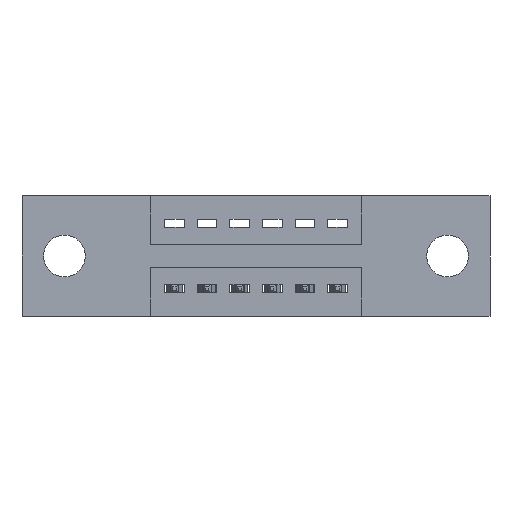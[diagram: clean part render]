
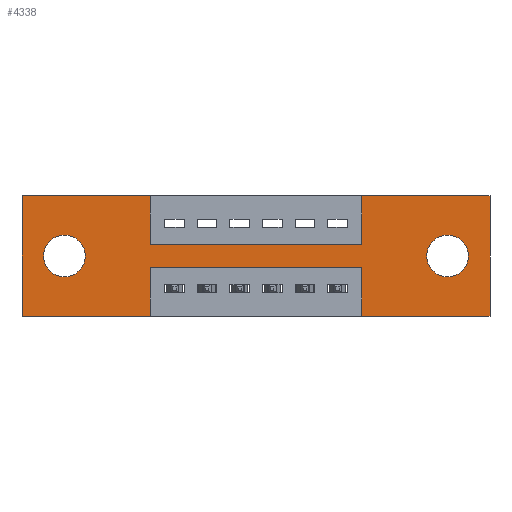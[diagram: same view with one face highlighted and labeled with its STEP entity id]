
A CAD part, front view. The second image highlights one B-rep face of the part: STEP entity #4338.
In plain terms, the highlighted planar face has unit normal (0, -1, 0).
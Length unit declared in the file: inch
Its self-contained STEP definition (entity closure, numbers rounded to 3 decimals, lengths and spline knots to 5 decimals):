
#79 = EDGE_CURVE ( 'NONE', #9008, #1690, #8701, .T. ) ;
#132 = VERTEX_POINT ( 'NONE', #3394 ) ;
#135 = CARTESIAN_POINT ( 'NONE',  ( 1.305, 0., -0.185 ) ) ;
#257 = CARTESIAN_POINT ( 'NONE',  ( 0., 0., 0. ) ) ;
#392 = EDGE_LOOP ( 'NONE', ( #6818, #6724 ) ) ;
#419 = VERTEX_POINT ( 'NONE', #7340 ) ;
#463 = DIRECTION ( 'NONE',  ( 0., 0., 1. ) ) ;
#465 = LINE ( 'NONE', #4419, #4240 ) ;
#597 = DIRECTION ( 'NONE',  ( 0., 1., 0. ) ) ;
#688 = DIRECTION ( 'NONE',  ( 0., 0., 1. ) ) ;
#691 = FACE_BOUND ( 'NONE', #392, .T. ) ;
#778 = EDGE_CURVE ( 'NONE', #8609, #9008, #6654, .T. ) ;
#888 = DIRECTION ( 'NONE',  ( 1., 0., 0. ) ) ;
#1016 = CARTESIAN_POINT ( 'NONE',  ( 0.3925, 0., -0.15 ) ) ;
#1018 = AXIS2_PLACEMENT_3D ( 'NONE', #4292, #3257, #3243 ) ;
#1055 = EDGE_CURVE ( 'NONE', #1189, #6396, #1947, .T. ) ;
#1189 = VERTEX_POINT ( 'NONE', #9139 ) ;
#1373 = EDGE_CURVE ( 'NONE', #6447, #132, #7699, .T. ) ;
#1571 = VECTOR ( 'NONE', #4043, 39.37008 ) ;
#1586 = VECTOR ( 'NONE', #7633, 39.37008 ) ;
#1663 = EDGE_CURVE ( 'NONE', #9336, #6796, #4408, .T. ) ;
#1690 = VERTEX_POINT ( 'NONE', #9001 ) ;
#1848 = LINE ( 'NONE', #4132, #1586 ) ;
#1874 = CARTESIAN_POINT ( 'NONE',  ( 0., 0., 0. ) ) ;
#1901 = CARTESIAN_POINT ( 'NONE',  ( 0., 0., 0. ) ) ;
#1947 = LINE ( 'NONE', #2634, #7707 ) ;
#2014 = EDGE_CURVE ( 'NONE', #6796, #2335, #4175, .T. ) ;
#2200 = DIRECTION ( 'NONE',  ( 1., 0., 0. ) ) ;
#2319 = EDGE_LOOP ( 'NONE', ( #7077, #7381 ) ) ;
#2335 = VERTEX_POINT ( 'NONE', #7418 ) ;
#2471 = CIRCLE ( 'NONE', #5581, 0.064 ) ;
#2538 = CARTESIAN_POINT ( 'NONE',  ( 1.435, 0., 0. ) ) ;
#2634 = CARTESIAN_POINT ( 'NONE',  ( 0., 0., -0.37 ) ) ;
#2639 = CARTESIAN_POINT ( 'NONE',  ( 1.435, 0., -0.37 ) ) ;
#2648 = VERTEX_POINT ( 'NONE', #5852 ) ;
#2748 = VECTOR ( 'NONE', #8840, 39.37008 ) ;
#2842 = AXIS2_PLACEMENT_3D ( 'NONE', #135, #597, #5953 ) ;
#3207 = VECTOR ( 'NONE', #5704, 39.37008 ) ;
#3243 = DIRECTION ( 'NONE',  ( 0., 0., -1. ) ) ;
#3257 = DIRECTION ( 'NONE',  ( 0., -1., 0. ) ) ;
#3290 = EDGE_LOOP ( 'NONE', ( #7715, #8890, #7740, #9194, #9035, #8845, #8743, #8707, #8432, #8487, #7949, #8417 ) ) ;
#3303 = DIRECTION ( 'NONE',  ( 0., 1., 0. ) ) ;
#3394 = CARTESIAN_POINT ( 'NONE',  ( 1.435, 0., 0. ) ) ;
#3594 = CARTESIAN_POINT ( 'NONE',  ( 0., 0., -0.37 ) ) ;
#3636 = DIRECTION ( 'NONE',  ( -1., 0., 0. ) ) ;
#3795 = EDGE_CURVE ( 'NONE', #132, #7706, #7204, .T. ) ;
#3866 = CARTESIAN_POINT ( 'NONE',  ( 1.0425, 0., -0.22 ) ) ;
#3880 = AXIS2_PLACEMENT_3D ( 'NONE', #7531, #3303, #8182 ) ;
#4043 = DIRECTION ( 'NONE',  ( 0., 0., -1. ) ) ;
#4099 = PLANE ( 'NONE',  #1018 ) ;
#4132 = CARTESIAN_POINT ( 'NONE',  ( 1.0425, 0., 0. ) ) ;
#4175 = LINE ( 'NONE', #5084, #6515 ) ;
#4240 = VECTOR ( 'NONE', #463, 39.37008 ) ;
#4292 = CARTESIAN_POINT ( 'NONE',  ( 0., 0., -0.37 ) ) ;
#4338 = ADVANCED_FACE ( 'NONE', ( #8483, #691, #6529 ), #4099, .T. ) ;
#4408 = LINE ( 'NONE', #9190, #8288 ) ;
#4419 = CARTESIAN_POINT ( 'NONE',  ( 0., 0., 0. ) ) ;
#4436 = CARTESIAN_POINT ( 'NONE',  ( 1.0425, 0., 0. ) ) ;
#4442 = DIRECTION ( 'NONE',  ( 0., 1., 0. ) ) ;
#4724 = CIRCLE ( 'NONE', #6369, 0.064 ) ;
#4868 = EDGE_CURVE ( 'NONE', #1690, #419, #6051, .T. ) ;
#4919 = LINE ( 'NONE', #8861, #2748 ) ;
#4983 = CARTESIAN_POINT ( 'NONE',  ( 0., 0., -0.37 ) ) ;
#5002 = EDGE_CURVE ( 'NONE', #5585, #5683, #4724, .T. ) ;
#5084 = CARTESIAN_POINT ( 'NONE',  ( 0.3925, 0., -0.22 ) ) ;
#5136 = DIRECTION ( 'NONE',  ( -1., 0., 0. ) ) ;
#5448 = CARTESIAN_POINT ( 'NONE',  ( 1.305, 0., -0.121 ) ) ;
#5483 = EDGE_CURVE ( 'NONE', #2335, #1189, #4919, .T. ) ;
#5581 = AXIS2_PLACEMENT_3D ( 'NONE', #8538, #4442, #9131 ) ;
#5585 = VERTEX_POINT ( 'NONE', #7629 ) ;
#5589 = CARTESIAN_POINT ( 'NONE',  ( 0.13, 0., -0.121 ) ) ;
#5601 = VECTOR ( 'NONE', #2200, 39.37008 ) ;
#5683 = VERTEX_POINT ( 'NONE', #5589 ) ;
#5704 = DIRECTION ( 'NONE',  ( -1., 0., 0. ) ) ;
#5852 = CARTESIAN_POINT ( 'NONE',  ( 1.305, 0., -0.249 ) ) ;
#5883 = CIRCLE ( 'NONE', #3880, 0.064 ) ;
#5953 = DIRECTION ( 'NONE',  ( 0., 0., -1. ) ) ;
#6051 = LINE ( 'NONE', #1016, #9121 ) ;
#6306 = VERTEX_POINT ( 'NONE', #5448 ) ;
#6369 = AXIS2_PLACEMENT_3D ( 'NONE', #9358, #8630, #688 ) ;
#6396 = VERTEX_POINT ( 'NONE', #4983 ) ;
#6447 = VERTEX_POINT ( 'NONE', #4436 ) ;
#6515 = VECTOR ( 'NONE', #5136, 39.37008 ) ;
#6529 = FACE_OUTER_BOUND ( 'NONE', #3290, .T. ) ;
#6654 = LINE ( 'NONE', #1901, #8217 ) ;
#6724 = ORIENTED_EDGE ( 'NONE', *, *, #5002, .T. ) ;
#6765 = DIRECTION ( 'NONE',  ( 1., 0., 0. ) ) ;
#6784 = EDGE_CURVE ( 'NONE', #2648, #6306, #8729, .T. ) ;
#6796 = VERTEX_POINT ( 'NONE', #3866 ) ;
#6818 = ORIENTED_EDGE ( 'NONE', *, *, #6946, .T. ) ;
#6946 = EDGE_CURVE ( 'NONE', #5683, #5585, #5883, .T. ) ;
#7000 = LINE ( 'NONE', #3594, #3207 ) ;
#7077 = ORIENTED_EDGE ( 'NONE', *, *, #7398, .T. ) ;
#7204 = LINE ( 'NONE', #2538, #7406 ) ;
#7340 = CARTESIAN_POINT ( 'NONE',  ( 1.0425, 0., -0.15 ) ) ;
#7381 = ORIENTED_EDGE ( 'NONE', *, *, #6784, .T. ) ;
#7398 = EDGE_CURVE ( 'NONE', #6306, #2648, #2471, .T. ) ;
#7406 = VECTOR ( 'NONE', #8444, 39.37008 ) ;
#7411 = EDGE_CURVE ( 'NONE', #6396, #8609, #465, .T. ) ;
#7418 = CARTESIAN_POINT ( 'NONE',  ( 0.3925, 0., -0.22 ) ) ;
#7531 = CARTESIAN_POINT ( 'NONE',  ( 0.13, 0., -0.185 ) ) ;
#7629 = CARTESIAN_POINT ( 'NONE',  ( 0.13, 0., -0.249 ) ) ;
#7633 = DIRECTION ( 'NONE',  ( 0., 0., 1. ) ) ;
#7696 = EDGE_CURVE ( 'NONE', #419, #6447, #1848, .T. ) ;
#7699 = LINE ( 'NONE', #1874, #5601 ) ;
#7706 = VERTEX_POINT ( 'NONE', #2639 ) ;
#7707 = VECTOR ( 'NONE', #3636, 39.37008 ) ;
#7715 = ORIENTED_EDGE ( 'NONE', *, *, #5483, .F. ) ;
#7740 = ORIENTED_EDGE ( 'NONE', *, *, #1663, .F. ) ;
#7949 = ORIENTED_EDGE ( 'NONE', *, *, #7411, .F. ) ;
#8154 = CARTESIAN_POINT ( 'NONE',  ( 0.3925, 0., 0. ) ) ;
#8182 = DIRECTION ( 'NONE',  ( 0., 0., 1. ) ) ;
#8217 = VECTOR ( 'NONE', #6765, 39.37008 ) ;
#8288 = VECTOR ( 'NONE', #9183, 39.37008 ) ;
#8417 = ORIENTED_EDGE ( 'NONE', *, *, #1055, .F. ) ;
#8432 = ORIENTED_EDGE ( 'NONE', *, *, #79, .F. ) ;
#8444 = DIRECTION ( 'NONE',  ( 0., 0., -1. ) ) ;
#8483 = FACE_BOUND ( 'NONE', #2319, .T. ) ;
#8487 = ORIENTED_EDGE ( 'NONE', *, *, #778, .F. ) ;
#8538 = CARTESIAN_POINT ( 'NONE',  ( 1.305, 0., -0.185 ) ) ;
#8609 = VERTEX_POINT ( 'NONE', #257 ) ;
#8610 = EDGE_CURVE ( 'NONE', #7706, #9336, #7000, .T. ) ;
#8630 = DIRECTION ( 'NONE',  ( 0., 1., 0. ) ) ;
#8701 = LINE ( 'NONE', #9211, #1571 ) ;
#8707 = ORIENTED_EDGE ( 'NONE', *, *, #4868, .F. ) ;
#8729 = CIRCLE ( 'NONE', #2842, 0.064 ) ;
#8743 = ORIENTED_EDGE ( 'NONE', *, *, #7696, .F. ) ;
#8840 = DIRECTION ( 'NONE',  ( 0., 0., -1. ) ) ;
#8845 = ORIENTED_EDGE ( 'NONE', *, *, #1373, .F. ) ;
#8861 = CARTESIAN_POINT ( 'NONE',  ( 0.3925, 0., -0.37 ) ) ;
#8890 = ORIENTED_EDGE ( 'NONE', *, *, #2014, .F. ) ;
#9001 = CARTESIAN_POINT ( 'NONE',  ( 0.3925, 0., -0.15 ) ) ;
#9008 = VERTEX_POINT ( 'NONE', #8154 ) ;
#9035 = ORIENTED_EDGE ( 'NONE', *, *, #3795, .F. ) ;
#9041 = CARTESIAN_POINT ( 'NONE',  ( 1.0425, 0., -0.37 ) ) ;
#9121 = VECTOR ( 'NONE', #888, 39.37008 ) ;
#9131 = DIRECTION ( 'NONE',  ( 0., 0., -1. ) ) ;
#9139 = CARTESIAN_POINT ( 'NONE',  ( 0.3925, 0., -0.37 ) ) ;
#9183 = DIRECTION ( 'NONE',  ( 0., 0., 1. ) ) ;
#9190 = CARTESIAN_POINT ( 'NONE',  ( 1.0425, 0., -0.37 ) ) ;
#9194 = ORIENTED_EDGE ( 'NONE', *, *, #8610, .F. ) ;
#9211 = CARTESIAN_POINT ( 'NONE',  ( 0.3925, 0., 0. ) ) ;
#9336 = VERTEX_POINT ( 'NONE', #9041 ) ;
#9358 = CARTESIAN_POINT ( 'NONE',  ( 0.13, 0., -0.185 ) ) ;
